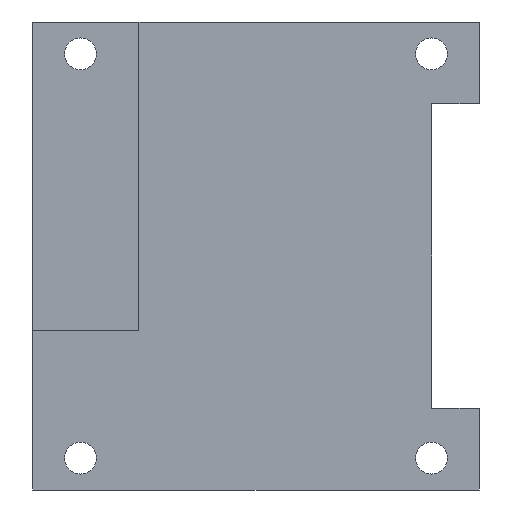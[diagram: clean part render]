
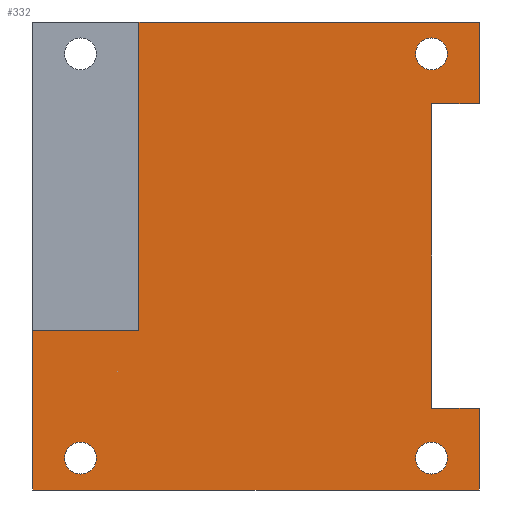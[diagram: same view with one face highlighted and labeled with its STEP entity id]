
A CAD part, front view. The second image highlights one B-rep face of the part: STEP entity #332.
In plain terms, the highlighted planar face has unit normal (0, -1, 0).
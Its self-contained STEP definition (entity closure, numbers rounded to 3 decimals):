
#20=FACE_BOUND('',#57,.T.);
#21=FACE_BOUND('',#58,.T.);
#22=FACE_BOUND('',#59,.T.);
#28=CIRCLE('',#374,1.5);
#29=CIRCLE('',#375,1.5);
#30=CIRCLE('',#376,1.5);
#38=FACE_OUTER_BOUND('',#56,.T.);
#56=EDGE_LOOP('',(#239,#240,#241,#242,#243,#244,#245,#246,#247,#248));
#57=EDGE_LOOP('',(#249));
#58=EDGE_LOOP('',(#250));
#59=EDGE_LOOP('',(#251));
#77=LINE('',#487,#114);
#81=LINE('',#495,#118);
#86=LINE('',#507,#123);
#87=LINE('',#509,#124);
#88=LINE('',#511,#125);
#89=LINE('',#513,#126);
#90=LINE('',#515,#127);
#91=LINE('',#517,#128);
#92=LINE('',#519,#129);
#93=LINE('',#520,#130);
#114=VECTOR('',#398,10.);
#118=VECTOR('',#404,10.);
#123=VECTOR('',#415,10.);
#124=VECTOR('',#416,10.);
#125=VECTOR('',#417,10.);
#126=VECTOR('',#418,10.);
#127=VECTOR('',#419,10.);
#128=VECTOR('',#420,10.);
#129=VECTOR('',#421,10.);
#130=VECTOR('',#422,10.);
#151=VERTEX_POINT('',#485);
#152=VERTEX_POINT('',#486);
#155=VERTEX_POINT('',#494);
#159=VERTEX_POINT('',#506);
#160=VERTEX_POINT('',#508);
#161=VERTEX_POINT('',#510);
#162=VERTEX_POINT('',#512);
#163=VERTEX_POINT('',#514);
#164=VERTEX_POINT('',#516);
#165=VERTEX_POINT('',#518);
#166=VERTEX_POINT('',#521);
#167=VERTEX_POINT('',#523);
#168=VERTEX_POINT('',#525);
#181=EDGE_CURVE('',#151,#152,#77,.T.);
#185=EDGE_CURVE('',#152,#155,#81,.T.);
#191=EDGE_CURVE('',#159,#155,#86,.T.);
#192=EDGE_CURVE('',#160,#159,#87,.T.);
#193=EDGE_CURVE('',#161,#160,#88,.T.);
#194=EDGE_CURVE('',#162,#161,#89,.T.);
#195=EDGE_CURVE('',#163,#162,#90,.T.);
#196=EDGE_CURVE('',#164,#163,#91,.T.);
#197=EDGE_CURVE('',#165,#164,#92,.T.);
#198=EDGE_CURVE('',#151,#165,#93,.T.);
#199=EDGE_CURVE('',#166,#166,#28,.T.);
#200=EDGE_CURVE('',#167,#167,#29,.T.);
#201=EDGE_CURVE('',#168,#168,#30,.T.);
#239=ORIENTED_EDGE('',*,*,#181,.T.);
#240=ORIENTED_EDGE('',*,*,#185,.T.);
#241=ORIENTED_EDGE('',*,*,#191,.F.);
#242=ORIENTED_EDGE('',*,*,#192,.F.);
#243=ORIENTED_EDGE('',*,*,#193,.F.);
#244=ORIENTED_EDGE('',*,*,#194,.F.);
#245=ORIENTED_EDGE('',*,*,#195,.F.);
#246=ORIENTED_EDGE('',*,*,#196,.F.);
#247=ORIENTED_EDGE('',*,*,#197,.F.);
#248=ORIENTED_EDGE('',*,*,#198,.F.);
#249=ORIENTED_EDGE('',*,*,#199,.F.);
#250=ORIENTED_EDGE('',*,*,#200,.F.);
#251=ORIENTED_EDGE('',*,*,#201,.F.);
#319=PLANE('',#373);
#332=ADVANCED_FACE('',(#38,#20,#21,#22),#319,.F.);
#373=AXIS2_PLACEMENT_3D('',#505,#413,#414);
#374=AXIS2_PLACEMENT_3D('',#522,#423,#424);
#375=AXIS2_PLACEMENT_3D('',#524,#425,#426);
#376=AXIS2_PLACEMENT_3D('',#526,#427,#428);
#398=DIRECTION('',(0.,0.,-1.));
#404=DIRECTION('',(-1.,0.,0.));
#413=DIRECTION('center_axis',(0.,1.,0.));
#414=DIRECTION('ref_axis',(0.,0.,1.));
#415=DIRECTION('',(0.,0.,1.));
#416=DIRECTION('',(-1.,0.,0.));
#417=DIRECTION('',(0.,0.,-1.));
#418=DIRECTION('',(1.,0.,0.));
#419=DIRECTION('',(0.,0.,-1.));
#420=DIRECTION('',(-1.,0.,0.));
#421=DIRECTION('',(0.,0.,-1.));
#422=DIRECTION('',(1.,0.,0.));
#423=DIRECTION('center_axis',(0.,-1.,0.));
#424=DIRECTION('ref_axis',(1.,0.,0.));
#425=DIRECTION('center_axis',(0.,-1.,0.));
#426=DIRECTION('ref_axis',(1.,0.,0.));
#427=DIRECTION('center_axis',(0.,-1.,0.));
#428=DIRECTION('ref_axis',(1.,0.,0.));
#485=CARTESIAN_POINT('',(-11.,0.,22.));
#486=CARTESIAN_POINT('',(-11.,0.,-7.));
#487=CARTESIAN_POINT('',(-11.,0.,-3.5));
#494=CARTESIAN_POINT('',(-21.,0.,-7.));
#495=CARTESIAN_POINT('',(-10.5,0.,-7.));
#505=CARTESIAN_POINT('Origin',(0.,0.,0.));
#506=CARTESIAN_POINT('',(-21.,0.,-22.));
#507=CARTESIAN_POINT('',(-21.,0.,-22.));
#508=CARTESIAN_POINT('',(21.,0.,-22.));
#509=CARTESIAN_POINT('',(21.,0.,-22.));
#510=CARTESIAN_POINT('',(21.,0.,-14.329));
#511=CARTESIAN_POINT('',(21.,0.,22.));
#512=CARTESIAN_POINT('',(16.5,0.,-14.329));
#513=CARTESIAN_POINT('',(16.5,0.,-14.329));
#514=CARTESIAN_POINT('',(16.5,0.,14.329));
#515=CARTESIAN_POINT('',(16.5,0.,19.));
#516=CARTESIAN_POINT('',(21.,0.,14.329));
#517=CARTESIAN_POINT('',(21.141,0.,14.329));
#518=CARTESIAN_POINT('',(21.,0.,22.));
#519=CARTESIAN_POINT('',(21.,0.,22.));
#520=CARTESIAN_POINT('',(-21.,0.,22.));
#521=CARTESIAN_POINT('',(15.,0.,19.));
#522=CARTESIAN_POINT('Origin',(16.5,0.,19.));
#523=CARTESIAN_POINT('',(-18.,0.,-19.));
#524=CARTESIAN_POINT('Origin',(-16.5,0.,-19.));
#525=CARTESIAN_POINT('',(15.,0.,-19.));
#526=CARTESIAN_POINT('Origin',(16.5,0.,-19.));
